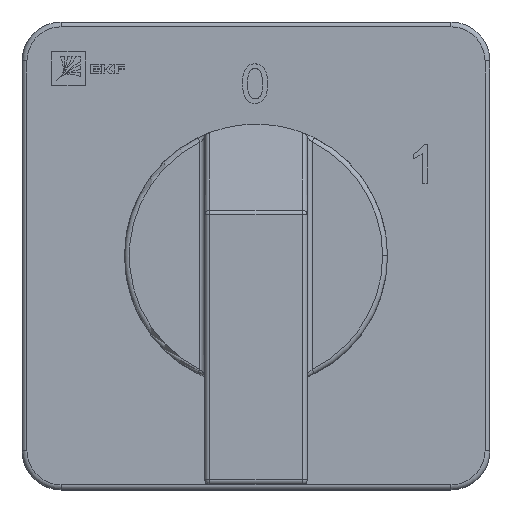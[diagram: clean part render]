
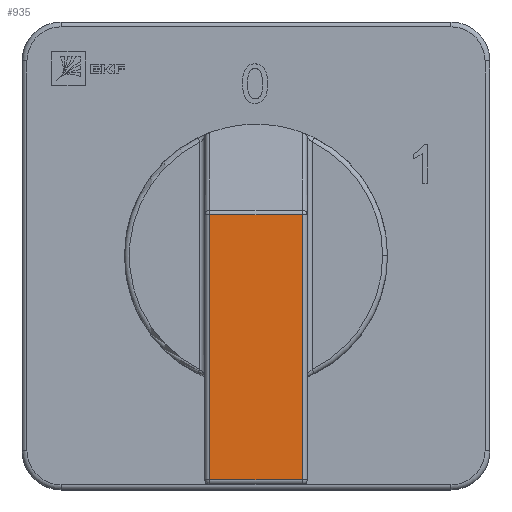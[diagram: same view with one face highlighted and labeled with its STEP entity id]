
A CAD part, top view. The second image highlights one B-rep face of the part: STEP entity #935.
In plain terms, the highlighted planar face has unit normal (0, 0, 1).
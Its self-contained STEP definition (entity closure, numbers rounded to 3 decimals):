
#142 = EDGE_CURVE ( 'NONE', #535, #15972, #6387, .T. ) ;
#147 = CARTESIAN_POINT ( 'NONE',  ( -4.75, -23.5, 23.5 ) ) ;
#221 = CARTESIAN_POINT ( 'NONE',  ( 4.75, 4.5, 23.5 ) ) ;
#535 = VERTEX_POINT ( 'NONE', #13928 ) ;
#898 = DIRECTION ( 'NONE',  ( -1., 0., 0. ) ) ;
#908 = DIRECTION ( 'NONE',  ( 0., 1., 0. ) ) ;
#935 = ADVANCED_FACE ( 'NONE', ( #11391 ), #6149, .F. ) ;
#1239 = DIRECTION ( 'NONE',  ( 0., 1., 0. ) ) ;
#1827 = ORIENTED_EDGE ( 'NONE', *, *, #6971, .T. ) ;
#1893 = EDGE_CURVE ( 'NONE', #15987, #6960, #2611, .T. ) ;
#2177 = LINE ( 'NONE', #3129, #15375 ) ;
#2600 = CARTESIAN_POINT ( 'NONE',  ( -4.75, -23., 23.5 ) ) ;
#2611 = LINE ( 'NONE', #221, #3761 ) ;
#3129 = CARTESIAN_POINT ( 'NONE',  ( 5.25, -23., 23.5 ) ) ;
#3335 = CARTESIAN_POINT ( 'NONE',  ( 5.25, 4.5, 23.5 ) ) ;
#3639 = AXIS2_PLACEMENT_3D ( 'NONE', #3335, #7083, #908 ) ;
#3761 = VECTOR ( 'NONE', #1239, 1000. ) ;
#3967 = LINE ( 'NONE', #7023, #6892 ) ;
#4483 = DIRECTION ( 'NONE',  ( 1., 0., 0. ) ) ;
#6149 = PLANE ( 'NONE',  #3639 ) ;
#6387 = LINE ( 'NONE', #147, #12972 ) ;
#6892 = VECTOR ( 'NONE', #898, 1000. ) ;
#6938 = CARTESIAN_POINT ( 'NONE',  ( 4.75, 4.203, 23.5 ) ) ;
#6960 = VERTEX_POINT ( 'NONE', #6938 ) ;
#6971 = EDGE_CURVE ( 'NONE', #15972, #15987, #2177, .T. ) ;
#7023 = CARTESIAN_POINT ( 'NONE',  ( 5.25, 4.203, 23.5 ) ) ;
#7083 = DIRECTION ( 'NONE',  ( 0., 0., -1. ) ) ;
#8804 = DIRECTION ( 'NONE',  ( 0., -1., 0. ) ) ;
#10083 = CARTESIAN_POINT ( 'NONE',  ( 4.75, -23., 23.5 ) ) ;
#11391 = FACE_OUTER_BOUND ( 'NONE', #14636, .T. ) ;
#12657 = ORIENTED_EDGE ( 'NONE', *, *, #142, .T. ) ;
#12886 = EDGE_CURVE ( 'NONE', #6960, #535, #3967, .T. ) ;
#12972 = VECTOR ( 'NONE', #8804, 1000. ) ;
#13393 = ORIENTED_EDGE ( 'NONE', *, *, #12886, .T. ) ;
#13928 = CARTESIAN_POINT ( 'NONE',  ( -4.75, 4.203, 23.5 ) ) ;
#14636 = EDGE_LOOP ( 'NONE', ( #16006, #13393, #12657, #1827 ) ) ;
#15375 = VECTOR ( 'NONE', #4483, 1000. ) ;
#15972 = VERTEX_POINT ( 'NONE', #2600 ) ;
#15987 = VERTEX_POINT ( 'NONE', #10083 ) ;
#16006 = ORIENTED_EDGE ( 'NONE', *, *, #1893, .T. ) ;
